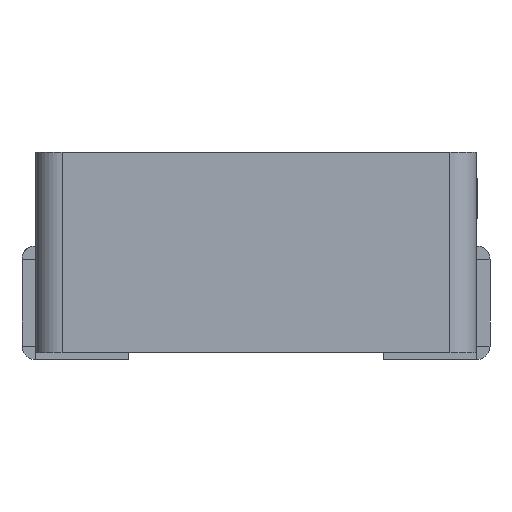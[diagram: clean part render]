
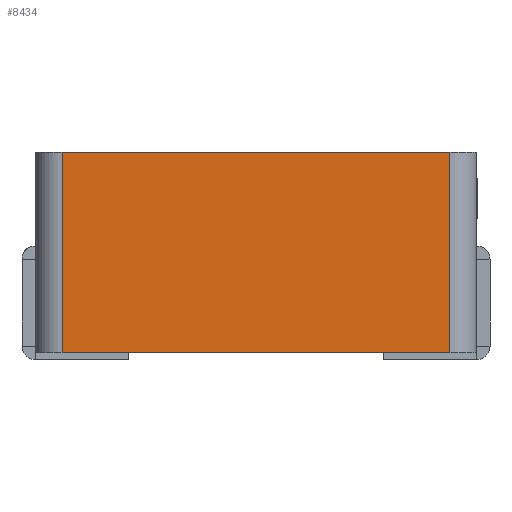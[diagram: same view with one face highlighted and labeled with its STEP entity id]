
A CAD part, front view. The second image highlights one B-rep face of the part: STEP entity #8434.
In plain terms, the highlighted planar face has unit normal (0, -1, 0).
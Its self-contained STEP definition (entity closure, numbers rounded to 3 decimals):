
#178 = CARTESIAN_POINT ( 'NONE',  ( -2.9, -3.35, 0.1 ) ) ;
#330 = VECTOR ( 'NONE', #1539, 1000. ) ;
#549 = VERTEX_POINT ( 'NONE', #14243 ) ;
#677 = CARTESIAN_POINT ( 'NONE',  ( 2.9, -3.35, 3.1 ) ) ;
#979 = DIRECTION ( 'NONE',  ( 1., 0., 0. ) ) ;
#1539 = DIRECTION ( 'NONE',  ( 1., 0., 0. ) ) ;
#1663 = VERTEX_POINT ( 'NONE', #13986 ) ;
#2808 = CARTESIAN_POINT ( 'NONE',  ( -3.3, -3.35, 3.1 ) ) ;
#2916 = VECTOR ( 'NONE', #9643, 1000. ) ;
#3272 = LINE ( 'NONE', #5014, #330 ) ;
#3839 = VERTEX_POINT ( 'NONE', #178 ) ;
#4260 = CARTESIAN_POINT ( 'NONE',  ( -2.9, -3.35, 3.1 ) ) ;
#4424 = AXIS2_PLACEMENT_3D ( 'NONE', #2808, #10501, #5016 ) ;
#5014 = CARTESIAN_POINT ( 'NONE',  ( -3.3, -3.35, 0.1 ) ) ;
#5016 = DIRECTION ( 'NONE',  ( 1., 0., 0. ) ) ;
#5145 = LINE ( 'NONE', #677, #2916 ) ;
#5265 = LINE ( 'NONE', #4260, #7507 ) ;
#5476 = ORIENTED_EDGE ( 'NONE', *, *, #7941, .F. ) ;
#5501 = VERTEX_POINT ( 'NONE', #5747 ) ;
#5551 = ORIENTED_EDGE ( 'NONE', *, *, #9329, .T. ) ;
#5747 = CARTESIAN_POINT ( 'NONE',  ( 2.9, -3.35, 0.1 ) ) ;
#5760 = ORIENTED_EDGE ( 'NONE', *, *, #6932, .T. ) ;
#5976 = FACE_OUTER_BOUND ( 'NONE', #9034, .T. ) ;
#6081 = PLANE ( 'NONE',  #4424 ) ;
#6669 = LINE ( 'NONE', #11829, #10458 ) ;
#6827 = EDGE_CURVE ( 'NONE', #3839, #5501, #3272, .T. ) ;
#6932 = EDGE_CURVE ( 'NONE', #5501, #1663, #5145, .T. ) ;
#7507 = VECTOR ( 'NONE', #11976, 1000. ) ;
#7941 = EDGE_CURVE ( 'NONE', #549, #1663, #6669, .T. ) ;
#8434 = ADVANCED_FACE ( 'NONE', ( #5976 ), #6081, .F. ) ;
#9034 = EDGE_LOOP ( 'NONE', ( #11022, #5760, #5476, #5551 ) ) ;
#9329 = EDGE_CURVE ( 'NONE', #549, #3839, #5265, .T. ) ;
#9643 = DIRECTION ( 'NONE',  ( 0., 0., 1. ) ) ;
#10458 = VECTOR ( 'NONE', #979, 1000. ) ;
#10501 = DIRECTION ( 'NONE',  ( 0., 1., 0. ) ) ;
#11022 = ORIENTED_EDGE ( 'NONE', *, *, #6827, .T. ) ;
#11829 = CARTESIAN_POINT ( 'NONE',  ( -3.3, -3.35, 3.1 ) ) ;
#11976 = DIRECTION ( 'NONE',  ( 0., 0., -1. ) ) ;
#13986 = CARTESIAN_POINT ( 'NONE',  ( 2.9, -3.35, 3.1 ) ) ;
#14243 = CARTESIAN_POINT ( 'NONE',  ( -2.9, -3.35, 3.1 ) ) ;
